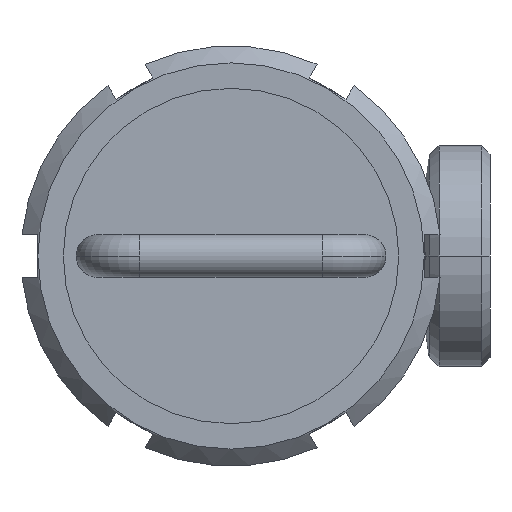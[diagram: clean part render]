
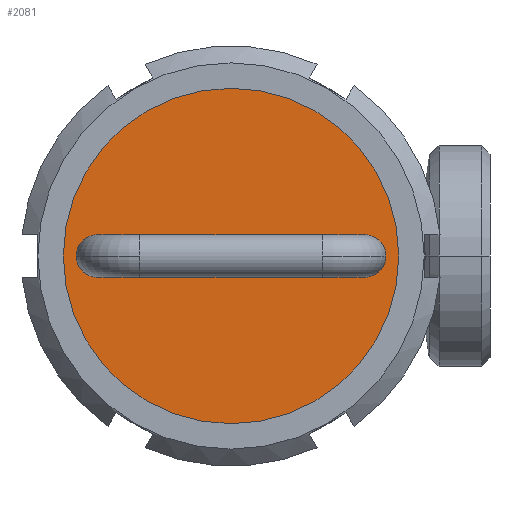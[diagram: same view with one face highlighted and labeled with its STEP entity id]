
A CAD part, left-side view. The second image highlights one B-rep face of the part: STEP entity #2081.
In plain terms, the highlighted planar face has unit normal (-1, 0, 0).
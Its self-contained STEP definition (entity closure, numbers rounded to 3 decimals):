
#32 = CIRCLE ( 'NONE', #1148, 5. ) ;
#47 = CARTESIAN_POINT ( 'NONE',  ( -200.4, 39.5, 0. ) ) ;
#156 = CARTESIAN_POINT ( 'NONE',  ( -200.4, -31.5, 0. ) ) ;
#243 = AXIS2_PLACEMENT_3D ( 'NONE', #47, #2445, #2917 ) ;
#310 = AXIS2_PLACEMENT_3D ( 'NONE', #1634, #2800, #627 ) ;
#484 = FACE_OUTER_BOUND ( 'NONE', #1807, .T. ) ;
#627 = DIRECTION ( 'NONE',  ( 0., 1., 0. ) ) ;
#674 = DIRECTION ( 'NONE',  ( 0., 1., 0. ) ) ;
#700 = DIRECTION ( 'NONE',  ( 0., -1., 0. ) ) ;
#714 = ORIENTED_EDGE ( 'NONE', *, *, #2388, .F. ) ;
#746 = AXIS2_PLACEMENT_3D ( 'NONE', #156, #2088, #860 ) ;
#757 = FACE_BOUND ( 'NONE', #2907, .T. ) ;
#860 = DIRECTION ( 'NONE',  ( 0., 1., 0. ) ) ;
#874 = CARTESIAN_POINT ( 'NONE',  ( -200.4, 31.5, -5. ) ) ;
#893 = CIRCLE ( 'NONE', #1044, 39.5 ) ;
#908 = EDGE_CURVE ( 'NONE', #1476, #2698, #32, .T. ) ;
#917 = CARTESIAN_POINT ( 'NONE',  ( -200.4, -31.5, -5. ) ) ;
#967 = DIRECTION ( 'NONE',  ( -1., 0., 0. ) ) ;
#1044 = AXIS2_PLACEMENT_3D ( 'NONE', #2104, #2847, #700 ) ;
#1110 = CARTESIAN_POINT ( 'NONE',  ( -200.4, -39.5, 0. ) ) ;
#1148 = AXIS2_PLACEMENT_3D ( 'NONE', #2853, #2818, #674 ) ;
#1231 = VERTEX_POINT ( 'NONE', #874 ) ;
#1257 = VERTEX_POINT ( 'NONE', #2572 ) ;
#1269 = EDGE_CURVE ( 'NONE', #2698, #1476, #2205, .T. ) ;
#1345 = EDGE_CURVE ( 'NONE', #2671, #2587, #893, .T. ) ;
#1418 = DIRECTION ( 'NONE',  ( 0., -1., 0. ) ) ;
#1476 = VERTEX_POINT ( 'NONE', #1657 ) ;
#1480 = CIRCLE ( 'NONE', #1781, 5. ) ;
#1503 = ORIENTED_EDGE ( 'NONE', *, *, #1269, .F. ) ;
#1634 = CARTESIAN_POINT ( 'NONE',  ( -200.4, 31.5, 0. ) ) ;
#1657 = CARTESIAN_POINT ( 'NONE',  ( -200.4, -31.5, 5. ) ) ;
#1732 = AXIS2_PLACEMENT_3D ( 'NONE', #2185, #967, #1418 ) ;
#1781 = AXIS2_PLACEMENT_3D ( 'NONE', #2573, #2848, #2586 ) ;
#1807 = EDGE_LOOP ( 'NONE', ( #2457, #1951 ) ) ;
#1922 = ORIENTED_EDGE ( 'NONE', *, *, #3028, .F. ) ;
#1951 = ORIENTED_EDGE ( 'NONE', *, *, #1345, .T. ) ;
#1967 = EDGE_LOOP ( 'NONE', ( #714, #1922 ) ) ;
#2081 = ADVANCED_FACE ( 'NONE', ( #757, #2221, #484 ), #2433, .F. ) ;
#2088 = DIRECTION ( 'NONE',  ( -1., 0., 0. ) ) ;
#2104 = CARTESIAN_POINT ( 'NONE',  ( -200.4, 0., 0. ) ) ;
#2126 = ORIENTED_EDGE ( 'NONE', *, *, #908, .F. ) ;
#2185 = CARTESIAN_POINT ( 'NONE',  ( -200.4, 0., 0. ) ) ;
#2205 = CIRCLE ( 'NONE', #746, 5. ) ;
#2221 = FACE_BOUND ( 'NONE', #1967, .T. ) ;
#2388 = EDGE_CURVE ( 'NONE', #1231, #1257, #2544, .T. ) ;
#2433 = PLANE ( 'NONE',  #243 ) ;
#2445 = DIRECTION ( 'NONE',  ( 1., 0., 0. ) ) ;
#2457 = ORIENTED_EDGE ( 'NONE', *, *, #2761, .T. ) ;
#2544 = CIRCLE ( 'NONE', #310, 5. ) ;
#2572 = CARTESIAN_POINT ( 'NONE',  ( -200.4, 31.5, 5. ) ) ;
#2573 = CARTESIAN_POINT ( 'NONE',  ( -200.4, 31.5, 0. ) ) ;
#2586 = DIRECTION ( 'NONE',  ( 0., 1., 0. ) ) ;
#2587 = VERTEX_POINT ( 'NONE', #1110 ) ;
#2671 = VERTEX_POINT ( 'NONE', #3105 ) ;
#2698 = VERTEX_POINT ( 'NONE', #917 ) ;
#2761 = EDGE_CURVE ( 'NONE', #2587, #2671, #3117, .T. ) ;
#2800 = DIRECTION ( 'NONE',  ( -1., 0., 0. ) ) ;
#2818 = DIRECTION ( 'NONE',  ( -1., 0., 0. ) ) ;
#2847 = DIRECTION ( 'NONE',  ( -1., 0., 0. ) ) ;
#2848 = DIRECTION ( 'NONE',  ( -1., 0., 0. ) ) ;
#2853 = CARTESIAN_POINT ( 'NONE',  ( -200.4, -31.5, 0. ) ) ;
#2907 = EDGE_LOOP ( 'NONE', ( #2126, #1503 ) ) ;
#2917 = DIRECTION ( 'NONE',  ( 0., 1., 0. ) ) ;
#3028 = EDGE_CURVE ( 'NONE', #1257, #1231, #1480, .T. ) ;
#3105 = CARTESIAN_POINT ( 'NONE',  ( -200.4, 39.5, 0. ) ) ;
#3117 = CIRCLE ( 'NONE', #1732, 39.5 ) ;
